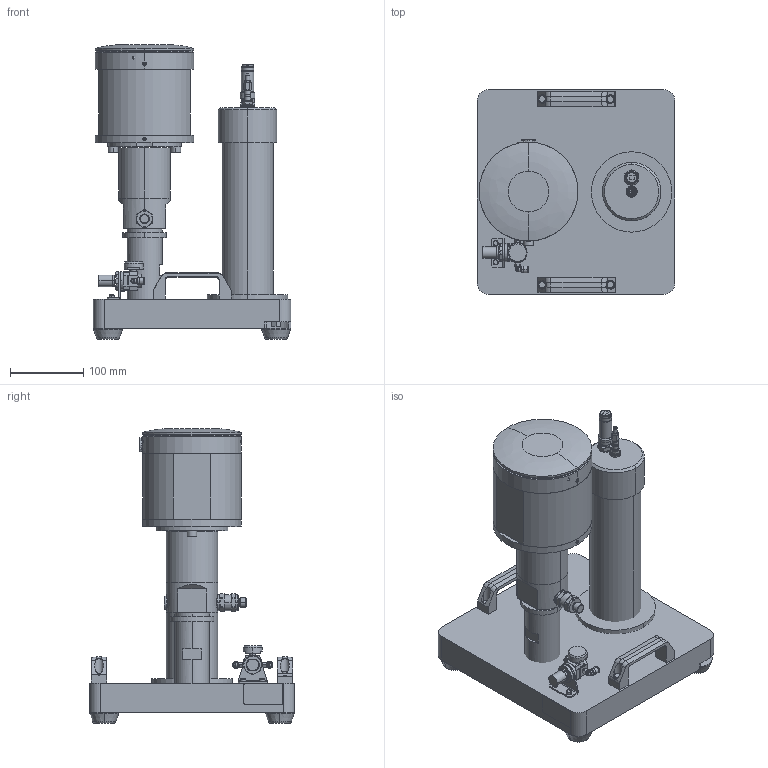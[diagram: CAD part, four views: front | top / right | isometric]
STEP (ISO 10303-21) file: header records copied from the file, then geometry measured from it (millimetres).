
FILE_DESCRIPTION((''),'2;1');
FILE_NAME('002-14937','2024-09-10T17:42:07',('basil.schneiter'),(''),'CREO PARAMETRIC BY PTC INC, 2023254','CREO PARAMETRIC BY PTC INC, 2023254','');
FILE_SCHEMA(('CONFIG_CONTROL_DESIGN'));
Length unit declared in the file: millimetre
Products named in the file (1): 002-14937
Bounding box: 270.2 x 280 x 403.2 mm (x, y, z)
Surface area: 541956.2 mm2 (no closed solid volume)
Topology: 0 solids, 86 shells, 649 faces, 1758 edges, 1125 vertices
Faces by surface type: plane 244, cylinder 233, cone 132, torus 24, sphere 10, bspline 6
Entity records: 21709 total; most frequent: CARTESIAN_POINT 6090, DIRECTION 3298, ORIENTED_EDGE 3021, EDGE_CURVE 1736, AXIS2_PLACEMENT_3D 1287, VERTEX_POINT 1124, VECTOR 724, LINE 724
